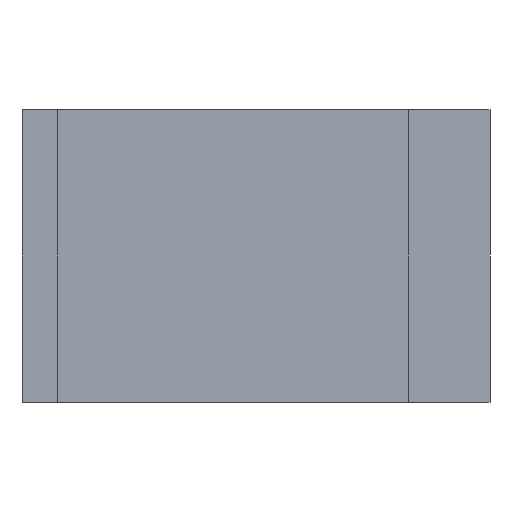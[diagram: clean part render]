
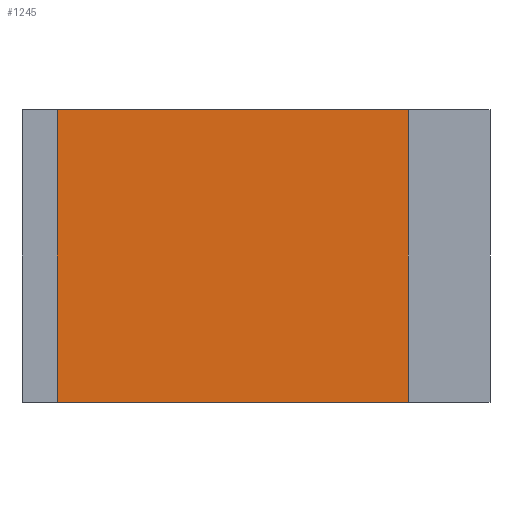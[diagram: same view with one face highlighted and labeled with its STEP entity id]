
A CAD part, front view. The second image highlights one B-rep face of the part: STEP entity #1245.
In plain terms, the highlighted planar face has unit normal (0, -1, 0).
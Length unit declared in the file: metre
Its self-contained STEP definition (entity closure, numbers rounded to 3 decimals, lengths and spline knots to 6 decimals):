
#120=ORIENTED_EDGE('',*,*,#456,.F.);
#121=ORIENTED_EDGE('',*,*,#457,.F.);
#122=ORIENTED_EDGE('',*,*,#458,.T.);
#123=ORIENTED_EDGE('',*,*,#454,.T.);
#454=EDGE_CURVE('',#611,#610,#754,.T.);
#456=EDGE_CURVE('',#612,#610,#756,.T.);
#457=EDGE_CURVE('',#613,#612,#757,.T.);
#458=EDGE_CURVE('',#613,#611,#758,.T.);
#610=VERTEX_POINT('',#1829);
#611=VERTEX_POINT('',#1831);
#612=VERTEX_POINT('',#1835);
#613=VERTEX_POINT('',#1837);
#754=LINE('',#1830,#934);
#756=LINE('',#1834,#936);
#757=LINE('',#1836,#937);
#758=LINE('',#1838,#938);
#934=VECTOR('',#1493,1.);
#936=VECTOR('',#1497,1.);
#937=VECTOR('',#1498,1.);
#938=VECTOR('',#1499,1.);
#1059=EDGE_LOOP('',(#120,#121,#122,#123));
#1121=FACE_BOUND('',#1059,.T.);
#1183=PLANE('',#1320);
#1245=ADVANCED_FACE('',(#1121),#1183,.T.);
#1320=AXIS2_PLACEMENT_3D('',#1833,#1495,#1496);
#1493=DIRECTION('',(0.,0.,-1.));
#1495=DIRECTION('',(0.,-1.,0.));
#1496=DIRECTION('',(0.,0.,-1.));
#1497=DIRECTION('',(-1.,0.,0.));
#1498=DIRECTION('',(0.,0.,-1.));
#1499=DIRECTION('',(-1.,0.,0.));
#1829=CARTESIAN_POINT('',(-0.0335,0.,0.));
#1830=CARTESIAN_POINT('',(-0.0335,0.,0.05));
#1831=CARTESIAN_POINT('',(-0.0335,0.,0.05));
#1833=CARTESIAN_POINT('',(-0.02025,0.,0.05));
#1834=CARTESIAN_POINT('',(-0.02025,0.,0.));
#1835=CARTESIAN_POINT('',(0.0265,0.,0.));
#1836=CARTESIAN_POINT('',(0.0265,0.,0.05));
#1837=CARTESIAN_POINT('',(0.0265,0.,0.05));
#1838=CARTESIAN_POINT('',(-0.02025,0.,0.05));
